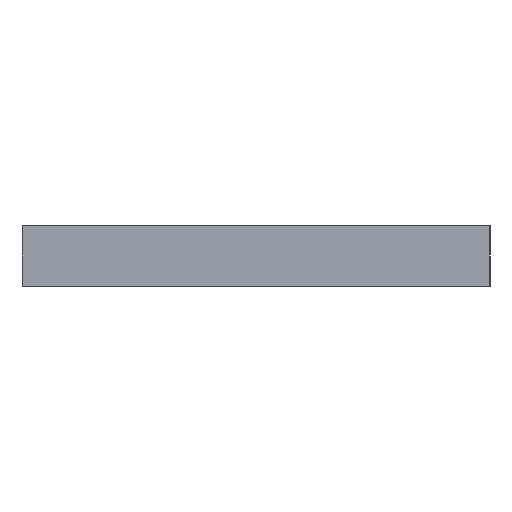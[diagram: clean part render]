
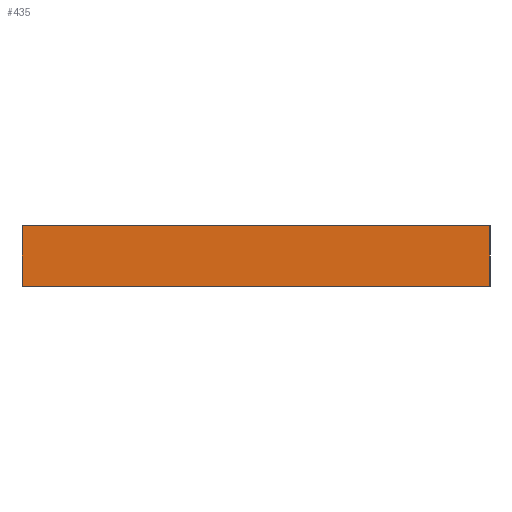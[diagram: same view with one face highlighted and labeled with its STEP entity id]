
A CAD part, left-side view. The second image highlights one B-rep face of the part: STEP entity #435.
In plain terms, the highlighted planar face has unit normal (-1, 0, 0).
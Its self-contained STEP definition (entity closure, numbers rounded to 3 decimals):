
#435=ADVANCED_FACE('',(#847),#849,.T.);
#847=FACE_BOUND('',#848,.T.);
#848=EDGE_LOOP('',(#1148,#1149,#1150,#1151));
#849=PLANE('',#850);
#850=AXIS2_PLACEMENT_3D('',#851,#852,#853);
#851=CARTESIAN_POINT('',(0.5,31.,0.));
#852=DIRECTION('',(-1.,0.,0.));
#853=DIRECTION('',(0.,-1.,0.));
#1148=ORIENTED_EDGE('',*,*,#1169,.T.);
#1149=ORIENTED_EDGE('',*,*,#1297,.T.);
#1150=ORIENTED_EDGE('',*,*,#1214,.F.);
#1151=ORIENTED_EDGE('',*,*,#1298,.F.);
#1169=EDGE_CURVE('',#1303,#1300,#1304,.T.);
#1214=EDGE_CURVE('',#1391,#1393,#1394,.T.);
#1297=EDGE_CURVE('',#1300,#1393,#1521,.T.);
#1298=EDGE_CURVE('',#1303,#1391,#1522,.T.);
#1300=VERTEX_POINT('',#1524);
#1303=VERTEX_POINT('',#1529);
#1304=LINE('',#1530,#1531);
#1391=VERTEX_POINT('',#1709);
#1393=VERTEX_POINT('',#1713);
#1394=LINE('',#1714,#1715);
#1521=LINE('',#2015,#2016);
#1522=LINE('',#2018,#2019);
#1524=CARTESIAN_POINT('',(0.5,0.,0.));
#1529=CARTESIAN_POINT('',(0.5,31.,0.));
#1530=CARTESIAN_POINT('',(0.5,31.,0.));
#1531=VECTOR('',#1532,1.);
#1532=DIRECTION('',(0.,-1.,0.));
#1709=CARTESIAN_POINT('',(0.5,31.,4.));
#1713=CARTESIAN_POINT('',(0.5,0.,4.));
#1714=CARTESIAN_POINT('',(0.5,31.,4.));
#1715=VECTOR('',#1716,1.);
#1716=DIRECTION('',(0.,-1.,0.));
#2015=CARTESIAN_POINT('',(0.5,0.,0.));
#2016=VECTOR('',#2017,1.);
#2017=DIRECTION('',(0.,0.,1.));
#2018=CARTESIAN_POINT('',(0.5,31.,0.));
#2019=VECTOR('',#2020,1.);
#2020=DIRECTION('',(0.,0.,1.));
